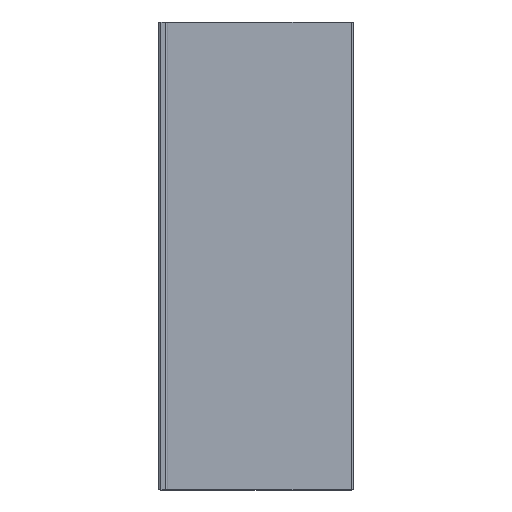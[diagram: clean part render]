
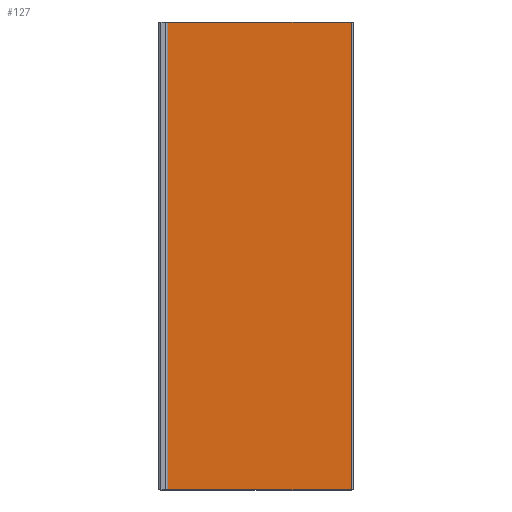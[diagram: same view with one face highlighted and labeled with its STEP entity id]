
A CAD part, top view. The second image highlights one B-rep face of the part: STEP entity #127.
In plain terms, the highlighted planar face has unit normal (0, 0, 1).
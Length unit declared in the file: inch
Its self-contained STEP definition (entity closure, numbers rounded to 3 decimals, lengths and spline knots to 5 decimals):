
#66=CARTESIAN_POINT('',(0.118,-3.595,-0.507));
#67=VERTEX_POINT('',#66);
#74=CARTESIAN_POINT('',(0.118,2.405,-0.507));
#75=VERTEX_POINT('',#74);
#76=CARTESIAN_POINT('',(0.118,-0.595,-0.507));
#77=DIRECTION('',(0.,1.,0.));
#78=VECTOR('',#77,1.);
#79=LINE('',#76,#78);
#80=EDGE_CURVE('',#67,#75,#79,.T.);
#97=CARTESIAN_POINT('',(2.47,-3.595,-0.507));
#98=VERTEX_POINT('',#97);
#99=CARTESIAN_POINT('',(0.118,-3.595,-0.507));
#100=DIRECTION('',(1.,0.,0.));
#101=VECTOR('',#100,1.);
#102=LINE('',#99,#101);
#103=EDGE_CURVE('',#67,#98,#102,.T.);
#104=ORIENTED_EDGE('',*,*,#103,.T.);
#105=CARTESIAN_POINT('',(2.47,2.405,-0.507));
#106=VERTEX_POINT('',#105);
#107=CARTESIAN_POINT('',(2.47,-0.595,-0.507));
#108=DIRECTION('',(0.,-1.,0.));
#109=VECTOR('',#108,1.);
#110=LINE('',#107,#109);
#111=EDGE_CURVE('',#106,#98,#110,.T.);
#112=ORIENTED_EDGE('',*,*,#111,.F.);
#113=CARTESIAN_POINT('',(0.118,2.405,-0.507));
#114=DIRECTION('',(-1.,0.,0.));
#115=VECTOR('',#114,1.);
#116=LINE('',#113,#115);
#117=EDGE_CURVE('',#106,#75,#116,.T.);
#118=ORIENTED_EDGE('',*,*,#117,.T.);
#119=ORIENTED_EDGE('',*,*,#80,.F.);
#120=EDGE_LOOP('',(#104,#112,#118,#119));
#121=FACE_OUTER_BOUND('',#120,.T.);
#122=CARTESIAN_POINT('',(1.294,-0.595,-0.507));
#123=DIRECTION('',(0.,0.,1.));
#124=DIRECTION('',(-1.,0.,0.));
#125=AXIS2_PLACEMENT_3D('',#122,#123,#124);
#126=PLANE('',#125);
#127=ADVANCED_FACE('',(#121),#126,.T.);
